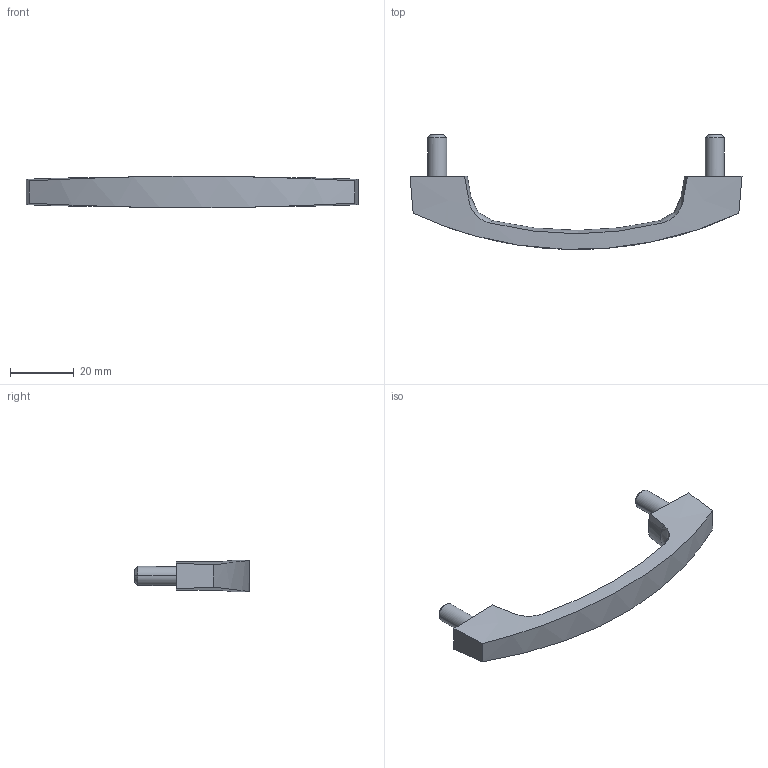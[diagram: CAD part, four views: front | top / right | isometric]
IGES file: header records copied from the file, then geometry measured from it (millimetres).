
Start section: ------------------------------------------------------------------------
Global section: file name: PC013.736.THA_112S_1_13888.igs; native system: spGate; preprocessor: ver19.8.4 (****-****-****-****); author: Unknown; organization: Unknown; date: 230817.112300; units: millimetre
Bounding box: 104 x 35.95 x 10 mm (x, y, z)
Volume: 8681.4 mm3; surface area: 5161.5 mm2
Topology: 5 solids, 5 shells, 29 faces, 69 edges, 46 vertices
Faces by surface type: bspline 29
